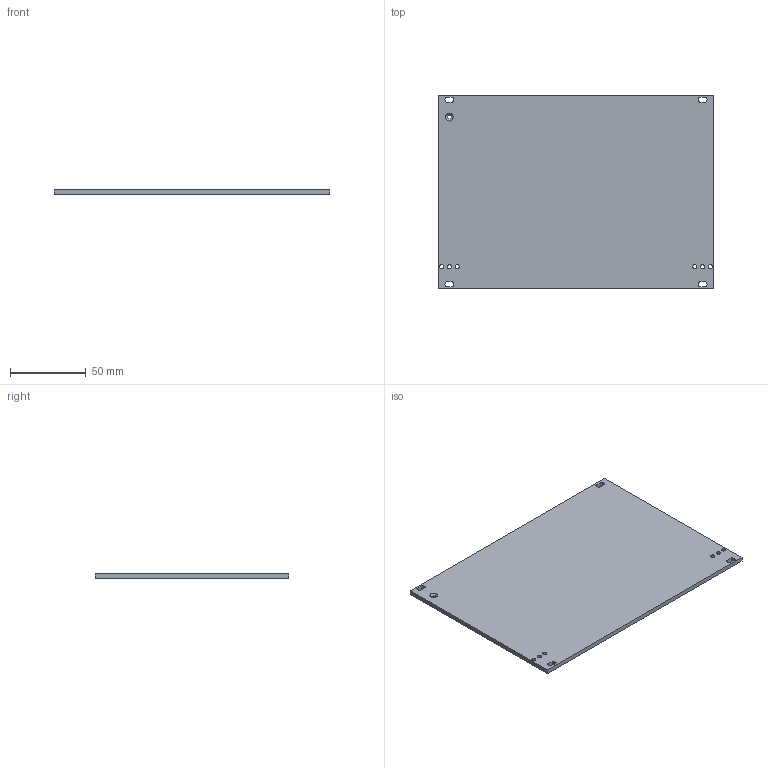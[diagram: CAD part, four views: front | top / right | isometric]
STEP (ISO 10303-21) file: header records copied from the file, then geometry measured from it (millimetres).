
FILE_DESCRIPTION(('Open CASCADE Model'),'2;1');
FILE_NAME('Open CASCADE Shape Model','2022-12-10T23:07:05',('Author'),( 'Open CASCADE'),'Open CASCADE STEP processor 7.2','Open CASCADE 7.2' ,'Unknown');
FILE_SCHEMA(('AUTOMOTIVE_DESIGN { 1 0 10303 214 1 1 1 1 }'));
Length unit declared in the file: millimetre
Products named in the file (1): Open CASCADE STEP translator 7.2 1
Bounding box: 182.54 x 128.4 x 3 mm (x, y, z)
Volume: 69964.7 mm3; surface area: 48888.9 mm2
Topology: 1 solids, 1 shells, 57 faces, 160 edges, 106 vertices
Faces by surface type: cylinder 40, plane 15, cone 2
Entity records: 4022 total; most frequent: CARTESIAN_POINT 672, DIRECTION 670, ORIENTED_EDGE 320, PCURVE 320, DEFINITIONAL_REPRESENTATION 320, LINE 314, VECTOR 314, EDGE_CURVE 160
